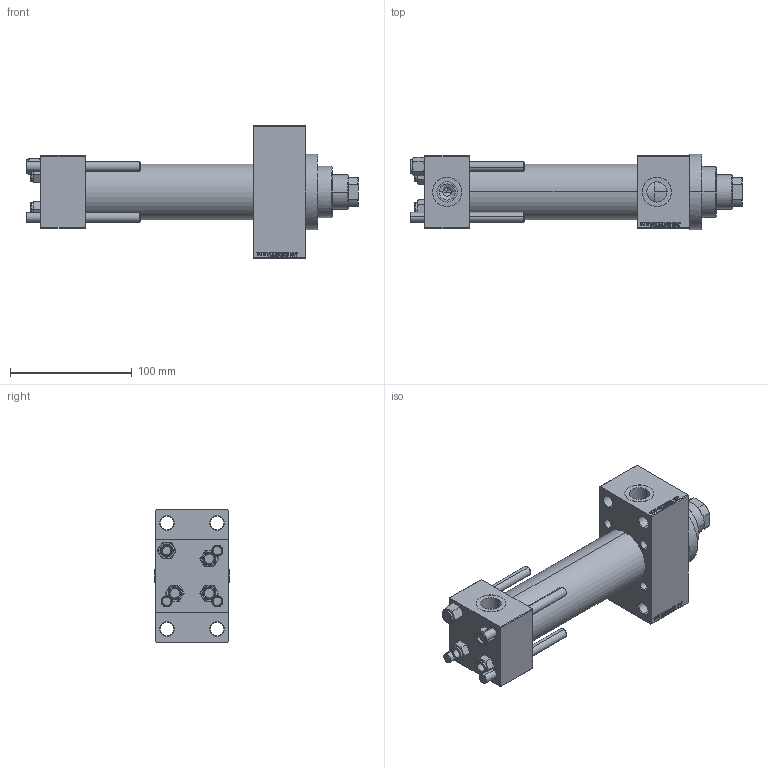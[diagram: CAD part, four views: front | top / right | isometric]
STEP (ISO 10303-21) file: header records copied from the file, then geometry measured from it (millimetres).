
FILE_DESCRIPTION (( 'STEP AP203' ), '1' );
FILE_NAME ('d252.STEP', '2020-11-11T17:40:31', ( '' ), ( '' ), 'SwSTEP 2.0', 'SolidWorks 2019', '' );
FILE_SCHEMA (( 'CONFIG_CONTROL_DESIGN' ));
Length unit declared in the file: millimetre
Products named in the file (6): V215CR_VCP_D 511ac8ed816cb777975698569837a44d; V215CR_D 511ac8ed816cb777975698569837a44d; d252; NUT_M5_D 511ac8ed816cb777975698569837a44d; V215_VC_A 511ac8ed816cb777975698569837a44d; V215CR_D_TYCINKA 511ac8ed816cb777975698569837a44d
Assembly tree (11 placements, depth 2):
  d252
    V215CR_D 511ac8ed816cb777975698569837a44d
    V215CR_VCP_D 511ac8ed816cb777975698569837a44d
    NUT_M5_D 511ac8ed816cb777975698569837a44d  x4
    V215CR_D_TYCINKA 511ac8ed816cb777975698569837a44d  x4
    V215_VC_A 511ac8ed816cb777975698569837a44d
Bounding box: 273 x 62 x 109 mm (x, y, z)
Volume: 601997.1 mm3; surface area: 155577.1 mm2
Topology: 11 solids, 11 shells, 1135 faces, 2834 edges, 1828 vertices
Faces by surface type: plane 506, bspline 368, cone 150, cylinder 103, torus 8
Entity records: 48247 total; most frequent: CARTESIAN_POINT 25333, ORIENTED_EDGE 5152, DIRECTION 3368, EDGE_CURVE 2576, VERTEX_POINT 1684, LINE 1532, VECTOR 1532, EDGE_LOOP 1150
